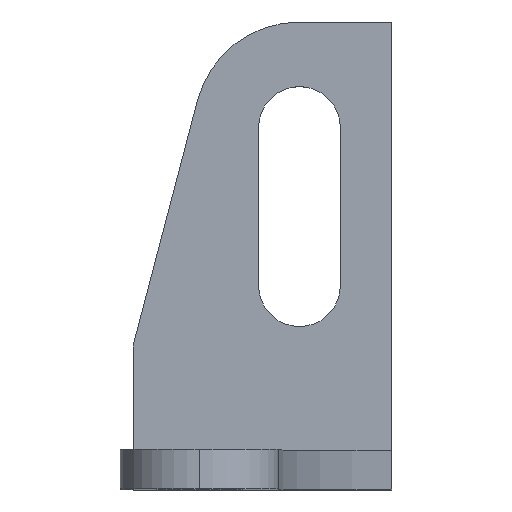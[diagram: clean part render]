
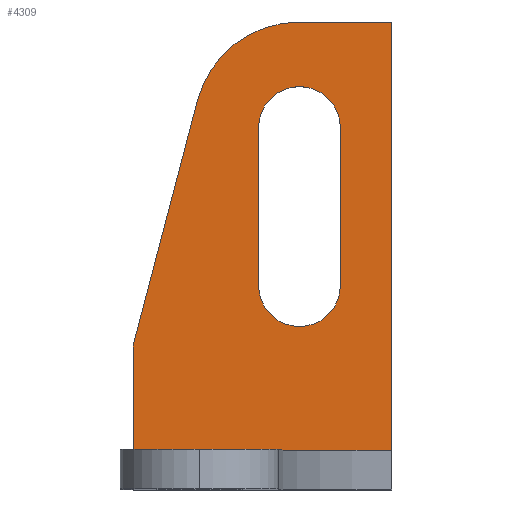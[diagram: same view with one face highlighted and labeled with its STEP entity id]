
A CAD part, top view. The second image highlights one B-rep face of the part: STEP entity #4309.
In plain terms, the highlighted planar face has unit normal (0, 0, 1).
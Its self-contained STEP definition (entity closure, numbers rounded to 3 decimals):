
#8 = LINE ( 'NONE', #2705, #3800 ) ;
#32 = CARTESIAN_POINT ( 'NONE',  ( 56.358, 153.147, 1.5 ) ) ;
#44 = DIRECTION ( 'NONE',  ( 0., 0., 1. ) ) ;
#274 = LINE ( 'NONE', #5628, #383 ) ;
#383 = VECTOR ( 'NONE', #2531, 1000. ) ;
#420 = CARTESIAN_POINT ( 'NONE',  ( 52.858, 159.398, 1.5 ) ) ;
#482 = CARTESIAN_POINT ( 'NONE',  ( 52.858, 169.398, 1.5 ) ) ;
#563 = VECTOR ( 'NONE', #5454, 1000. ) ;
#566 = CARTESIAN_POINT ( 'NONE',  ( 52.858, 165.398, 1.5 ) ) ;
#568 = AXIS2_PLACEMENT_3D ( 'NONE', #420, #5809, #3975 ) ;
#617 = VERTEX_POINT ( 'NONE', #3724 ) ;
#619 = VERTEX_POINT ( 'NONE', #1374 ) ;
#689 = VERTEX_POINT ( 'NONE', #1472 ) ;
#989 = EDGE_LOOP ( 'NONE', ( #2764, #5534, #5400, #4855 ) ) ;
#1130 = VECTOR ( 'NONE', #2233, 1000. ) ;
#1243 = VERTEX_POINT ( 'NONE', #4209 ) ;
#1335 = LINE ( 'NONE', #2655, #1130 ) ;
#1374 = CARTESIAN_POINT ( 'NONE',  ( 48.989, 166.413, 1.5 ) ) ;
#1375 = EDGE_LOOP ( 'NONE', ( #5387, #2779, #5151, #3188, #2688, #1498 ) ) ;
#1421 = EDGE_CURVE ( 'NONE', #689, #4060, #4733, .T. ) ;
#1462 = DIRECTION ( 'NONE',  ( 1., 0., 0. ) ) ;
#1472 = CARTESIAN_POINT ( 'NONE',  ( 54.408, 165.398, 1.5 ) ) ;
#1498 = ORIENTED_EDGE ( 'NONE', *, *, #2257, .F. ) ;
#1603 = CIRCLE ( 'NONE', #5378, 4. ) ;
#1612 = VERTEX_POINT ( 'NONE', #3326 ) ;
#1690 = VECTOR ( 'NONE', #2395, 1000. ) ;
#1972 = CARTESIAN_POINT ( 'NONE',  ( 46.558, 141.733, 1.5 ) ) ;
#2002 = DIRECTION ( 'NONE',  ( 0., 1., 0. ) ) ;
#2118 = EDGE_CURVE ( 'NONE', #2216, #4215, #3222, .T. ) ;
#2216 = VERTEX_POINT ( 'NONE', #32 ) ;
#2233 = DIRECTION ( 'NONE',  ( -1., 0., 0. ) ) ;
#2257 = EDGE_CURVE ( 'NONE', #617, #1243, #5582, .T. ) ;
#2298 = CARTESIAN_POINT ( 'NONE',  ( 54.408, 0., 1.5 ) ) ;
#2349 = PLANE ( 'NONE',  #2637 ) ;
#2386 = DIRECTION ( 'NONE',  ( 0., 0., 1. ) ) ;
#2395 = DIRECTION ( 'NONE',  ( 0., 1., 0. ) ) ;
#2488 = EDGE_CURVE ( 'NONE', #2216, #617, #1335, .T. ) ;
#2531 = DIRECTION ( 'NONE',  ( 0., 1., 0. ) ) ;
#2558 = EDGE_CURVE ( 'NONE', #4598, #1612, #4259, .T. ) ;
#2637 = AXIS2_PLACEMENT_3D ( 'NONE', #2677, #4144, #4082 ) ;
#2655 = CARTESIAN_POINT ( 'NONE',  ( 55.358, 153.147, 1.5 ) ) ;
#2677 = CARTESIAN_POINT ( 'NONE',  ( 56.358, 141.733, 1.5 ) ) ;
#2688 = ORIENTED_EDGE ( 'NONE', *, *, #3452, .F. ) ;
#2705 = CARTESIAN_POINT ( 'NONE',  ( 55.358, 169.398, 1.5 ) ) ;
#2756 = FACE_OUTER_BOUND ( 'NONE', #1375, .T. ) ;
#2764 = ORIENTED_EDGE ( 'NONE', *, *, #1421, .F. ) ;
#2779 = ORIENTED_EDGE ( 'NONE', *, *, #2118, .T. ) ;
#2887 = VERTEX_POINT ( 'NONE', #482 ) ;
#3188 = ORIENTED_EDGE ( 'NONE', *, *, #4901, .T. ) ;
#3222 = LINE ( 'NONE', #3286, #563 ) ;
#3228 = EDGE_CURVE ( 'NONE', #4598, #4060, #274, .T. ) ;
#3286 = CARTESIAN_POINT ( 'NONE',  ( 56.358, 141.733, 1.5 ) ) ;
#3326 = CARTESIAN_POINT ( 'NONE',  ( 54.408, 159.398, 1.5 ) ) ;
#3345 = EDGE_CURVE ( 'NONE', #2887, #4215, #8, .T. ) ;
#3406 = CARTESIAN_POINT ( 'NONE',  ( 51.308, 159.398, 1.5 ) ) ;
#3452 = EDGE_CURVE ( 'NONE', #1243, #619, #5015, .T. ) ;
#3517 = DIRECTION ( 'NONE',  ( 0.254, 0.967, 0. ) ) ;
#3680 = AXIS2_PLACEMENT_3D ( 'NONE', #566, #2386, #5458 ) ;
#3724 = CARTESIAN_POINT ( 'NONE',  ( 46.558, 153.147, 1.5 ) ) ;
#3800 = VECTOR ( 'NONE', #5365, 1000. ) ;
#3975 = DIRECTION ( 'NONE',  ( 1., 0., 0. ) ) ;
#4060 = VERTEX_POINT ( 'NONE', #5588 ) ;
#4082 = DIRECTION ( 'NONE',  ( -1., 0., 0. ) ) ;
#4125 = CARTESIAN_POINT ( 'NONE',  ( 52.858, 165.398, 1.5 ) ) ;
#4144 = DIRECTION ( 'NONE',  ( 0., 0., -1. ) ) ;
#4209 = CARTESIAN_POINT ( 'NONE',  ( 46.558, 157.147, 1.5 ) ) ;
#4215 = VERTEX_POINT ( 'NONE', #4895 ) ;
#4259 = CIRCLE ( 'NONE', #568, 1.55 ) ;
#4309 = ADVANCED_FACE ( 'NONE', ( #2756, #4980 ), #2349, .F. ) ;
#4449 = VECTOR ( 'NONE', #3517, 1000. ) ;
#4598 = VERTEX_POINT ( 'NONE', #3406 ) ;
#4733 = CIRCLE ( 'NONE', #3680, 1.55 ) ;
#4839 = EDGE_CURVE ( 'NONE', #1612, #689, #5023, .T. ) ;
#4855 = ORIENTED_EDGE ( 'NONE', *, *, #3228, .T. ) ;
#4895 = CARTESIAN_POINT ( 'NONE',  ( 56.358, 169.398, 1.5 ) ) ;
#4901 = EDGE_CURVE ( 'NONE', #2887, #619, #1603, .T. ) ;
#4922 = VECTOR ( 'NONE', #2002, 1000. ) ;
#4980 = FACE_BOUND ( 'NONE', #989, .T. ) ;
#5003 = CARTESIAN_POINT ( 'NONE',  ( 48.904, 166.091, 1.5 ) ) ;
#5015 = LINE ( 'NONE', #5003, #4449 ) ;
#5023 = LINE ( 'NONE', #2298, #1690 ) ;
#5151 = ORIENTED_EDGE ( 'NONE', *, *, #3345, .F. ) ;
#5365 = DIRECTION ( 'NONE',  ( 1., 0., 0. ) ) ;
#5378 = AXIS2_PLACEMENT_3D ( 'NONE', #4125, #44, #1462 ) ;
#5387 = ORIENTED_EDGE ( 'NONE', *, *, #2488, .F. ) ;
#5400 = ORIENTED_EDGE ( 'NONE', *, *, #2558, .F. ) ;
#5454 = DIRECTION ( 'NONE',  ( 0., 1., 0. ) ) ;
#5458 = DIRECTION ( 'NONE',  ( 1., 0., 0. ) ) ;
#5534 = ORIENTED_EDGE ( 'NONE', *, *, #4839, .F. ) ;
#5582 = LINE ( 'NONE', #1972, #4922 ) ;
#5588 = CARTESIAN_POINT ( 'NONE',  ( 51.308, 165.398, 1.5 ) ) ;
#5628 = CARTESIAN_POINT ( 'NONE',  ( 51.308, 0., 1.5 ) ) ;
#5809 = DIRECTION ( 'NONE',  ( 0., 0., 1. ) ) ;
